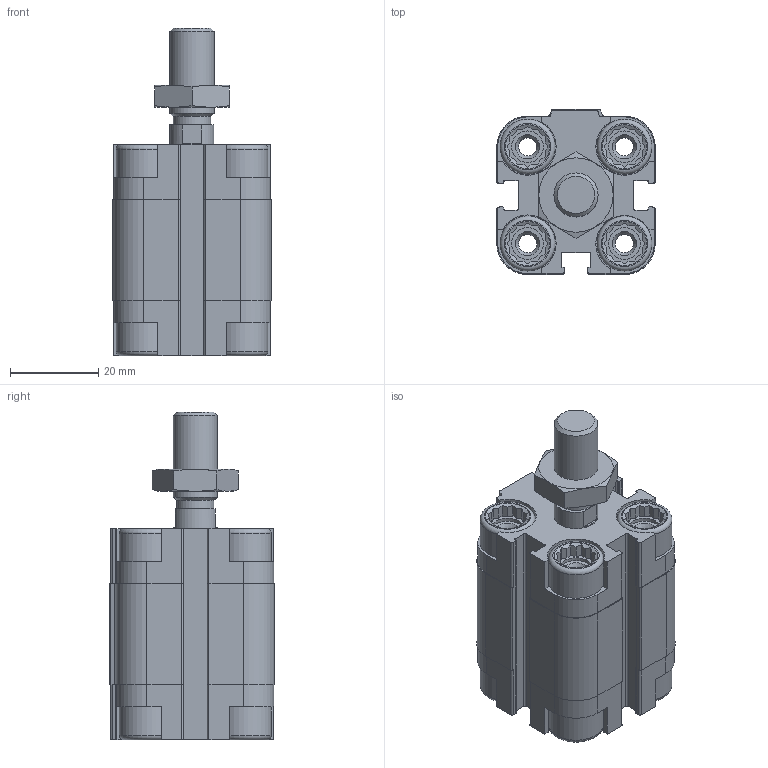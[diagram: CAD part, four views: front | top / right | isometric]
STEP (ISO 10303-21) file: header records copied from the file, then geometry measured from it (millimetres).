
FILE_DESCRIPTION(/* description */ ('STEP AP214'),/* implementation_level */ '2;1');
FILE_NAME(/* name */ '156601_ADVU-20-10-A-P-A',/* time_stamp */ '2024-07-29T15:46:23+02:00',/* author */ ('License CC BY-ND 4.0'),/* organization */ ('CADENAS'),/* preprocessor_version */ 'ST-DEVELOPER v19.3',/* originating_system */ 'PARTsolutions',/* authorisation */ ' ');
FILE_SCHEMA (('AUTOMOTIVE_DESIGN {1 0 10303 214 3 1 1}'));
Length unit declared in the file: millimetre
Products named in the file (4): 156601 ADVU-20-10-A-P-A---(0); 156601 ADVU-20-10-A-P-A---(ZR); 156601 ADVU-20-10-A-P-A---(KS); DIN-439-B - M10x1.25(F)
Assembly tree (3 placements, depth 2):
  156601 ADVU-20-10-A-P-A---(0)
    156601 ADVU-20-10-A-P-A---(ZR)
    156601 ADVU-20-10-A-P-A---(KS)
    DIN-439-B - M10x1.25(F)
Bounding box: 36 x 37.5 x 74.5 mm (x, y, z)
Volume: 49284.6 mm3; surface area: 22785.9 mm2
Topology: 3 solids, 3 shells, 530 faces, 1405 edges, 920 vertices
Faces by surface type: plane 361, cylinder 134, cone 27, torus 8
Full cylindrical faces by diameter (mm): 4.134 x10, 6 x1, 7.2 x8, 8.1 x4, 8.466 x1, 8.647 x1, 10 x3, 12.5 x8, 20 x2
Entity records: 16176 total; most frequent: CARTESIAN_POINT 3386, ORIENTED_EDGE 2638, DIRECTION 2486, EDGE_CURVE 1319, VERTEX_POINT 909, AXIS2_PLACEMENT_3D 837, LINE 812, VECTOR 812
